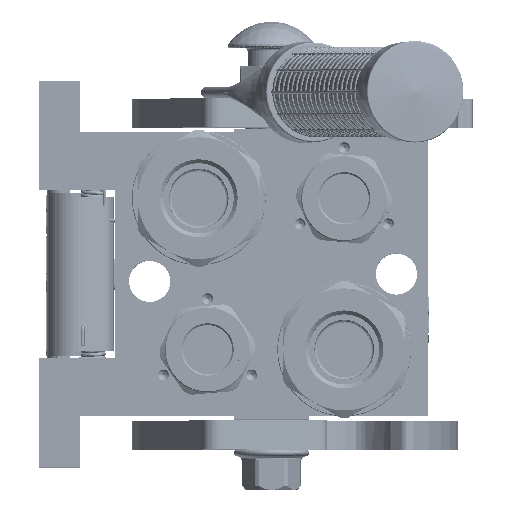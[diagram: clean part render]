
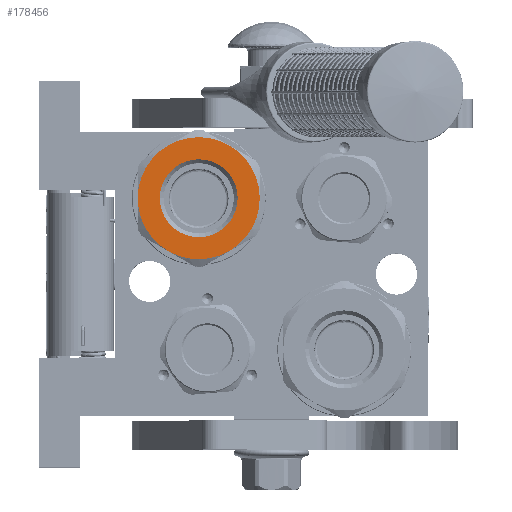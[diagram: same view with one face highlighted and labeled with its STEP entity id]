
A CAD part, top view. The second image highlights one B-rep face of the part: STEP entity #178456.
In plain terms, the highlighted face is planar.
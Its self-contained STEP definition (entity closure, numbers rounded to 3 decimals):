
#3367 = DIRECTION ( 'NONE',  ( -1., 0., 0. ) ) ;
#4293 = DIRECTION ( 'NONE',  ( -1., 0., 0. ) ) ;
#4900 = EDGE_CURVE ( 'NONE', #171933, #73140, #16122, .T. ) ;
#6909 = DIRECTION ( 'NONE',  ( 1., 0., 0. ) ) ;
#7633 = ORIENTED_EDGE ( 'NONE', *, *, #4900, .F. ) ;
#11304 = CIRCLE ( 'NONE', #33709, 21. ) ;
#12513 = VERTEX_POINT ( 'NONE', #148360 ) ;
#16122 = CIRCLE ( 'NONE', #195046, 21. ) ;
#18169 = DIRECTION ( 'NONE',  ( 0., 1., 0. ) ) ;
#22286 = CARTESIAN_POINT ( 'NONE',  ( 100.6, 0., 0. ) ) ;
#22718 = CIRCLE ( 'NONE', #146135, 13.4 ) ;
#25452 = CARTESIAN_POINT ( 'NONE',  ( 100.6, 0., 21. ) ) ;
#26946 = CARTESIAN_POINT ( 'NONE',  ( 100.6, 0., 0. ) ) ;
#27358 = CARTESIAN_POINT ( 'NONE',  ( 100.6, -21., 0. ) ) ;
#27944 = CIRCLE ( 'NONE', #142133, 21. ) ;
#28446 = VERTEX_POINT ( 'NONE', #27358 ) ;
#33709 = AXIS2_PLACEMENT_3D ( 'NONE', #85869, #183705, #18169 ) ;
#35810 = ORIENTED_EDGE ( 'NONE', *, *, #162885, .T. ) ;
#37088 = EDGE_CURVE ( 'NONE', #12513, #199471, #194316, .T. ) ;
#37414 = PLANE ( 'NONE',  #48710 ) ;
#38124 = DIRECTION ( 'NONE',  ( 0., 0., 1. ) ) ;
#40277 = CIRCLE ( 'NONE', #176213, 21. ) ;
#48710 = AXIS2_PLACEMENT_3D ( 'NONE', #22286, #4293, #38124 ) ;
#53566 = CIRCLE ( 'NONE', #177949, 13.4 ) ;
#57344 = AXIS2_PLACEMENT_3D ( 'NONE', #154539, #6909, #138677 ) ;
#58811 = AXIS2_PLACEMENT_3D ( 'NONE', #113126, #81472, #111687 ) ;
#59798 = EDGE_LOOP ( 'NONE', ( #35810, #188081 ) ) ;
#68530 = DIRECTION ( 'NONE',  ( 0., 0.5, 0.866 ) ) ;
#69637 = DIRECTION ( 'NONE',  ( 0., 1., 0. ) ) ;
#70199 = ORIENTED_EDGE ( 'NONE', *, *, #74803, .T. ) ;
#70357 = CARTESIAN_POINT ( 'NONE',  ( 100.6, 0., 0. ) ) ;
#73140 = VERTEX_POINT ( 'NONE', #98813 ) ;
#74803 = EDGE_CURVE ( 'NONE', #171933, #134465, #40277, .T. ) ;
#75042 = CARTESIAN_POINT ( 'NONE',  ( 100.6, 10.5, 18.187 ) ) ;
#77766 = CIRCLE ( 'NONE', #57344, 21. ) ;
#81472 = DIRECTION ( 'NONE',  ( 1., 0., 0. ) ) ;
#83596 = CARTESIAN_POINT ( 'NONE',  ( 100.6, 0., 0. ) ) ;
#85573 = VERTEX_POINT ( 'NONE', #122717 ) ;
#85869 = CARTESIAN_POINT ( 'NONE',  ( 100.6, 0., 0. ) ) ;
#89236 = DIRECTION ( 'NONE',  ( 1., 0., 0. ) ) ;
#92279 = EDGE_CURVE ( 'NONE', #73140, #199471, #11304, .T. ) ;
#98813 = CARTESIAN_POINT ( 'NONE',  ( 100.6, 21., 0. ) ) ;
#101540 = DIRECTION ( 'NONE',  ( -1., 0., 0. ) ) ;
#108454 = EDGE_CURVE ( 'NONE', #196475, #28446, #118843, .T. ) ;
#111687 = DIRECTION ( 'NONE',  ( 0., -0.5, -0.866 ) ) ;
#113126 = CARTESIAN_POINT ( 'NONE',  ( 100.6, 0., 0. ) ) ;
#118657 = FACE_BOUND ( 'NONE', #59798, .T. ) ;
#118843 = CIRCLE ( 'NONE', #183192, 21. ) ;
#118926 = DIRECTION ( 'NONE',  ( -1., 0., 0. ) ) ;
#120905 = DIRECTION ( 'NONE',  ( 0., 0.5, 0.866 ) ) ;
#122717 = CARTESIAN_POINT ( 'NONE',  ( 100.6, 13.4, 0. ) ) ;
#123894 = CARTESIAN_POINT ( 'NONE',  ( 100.6, 10.5, -18.187 ) ) ;
#131706 = EDGE_CURVE ( 'NONE', #85573, #149400, #22718, .T. ) ;
#134465 = VERTEX_POINT ( 'NONE', #25452 ) ;
#134674 = DIRECTION ( 'NONE',  ( 0., -1., 0. ) ) ;
#136169 = CARTESIAN_POINT ( 'NONE',  ( 100.6, 0., 0. ) ) ;
#136379 = ORIENTED_EDGE ( 'NONE', *, *, #92279, .F. ) ;
#138677 = DIRECTION ( 'NONE',  ( 0., 0.5, 0.866 ) ) ;
#140274 = CARTESIAN_POINT ( 'NONE',  ( 100.6, 0., 0. ) ) ;
#140789 = CARTESIAN_POINT ( 'NONE',  ( 100.6, -10.5, 18.187 ) ) ;
#142133 = AXIS2_PLACEMENT_3D ( 'NONE', #26946, #192473, #209089 ) ;
#142664 = ORIENTED_EDGE ( 'NONE', *, *, #190312, .T. ) ;
#146135 = AXIS2_PLACEMENT_3D ( 'NONE', #70357, #3367, #69637 ) ;
#148360 = CARTESIAN_POINT ( 'NONE',  ( 100.6, -10.5, -18.187 ) ) ;
#148665 = ORIENTED_EDGE ( 'NONE', *, *, #108454, .T. ) ;
#149400 = VERTEX_POINT ( 'NONE', #213553 ) ;
#152542 = ORIENTED_EDGE ( 'NONE', *, *, #162221, .T. ) ;
#153184 = ORIENTED_EDGE ( 'NONE', *, *, #37088, .T. ) ;
#154539 = CARTESIAN_POINT ( 'NONE',  ( 100.6, 0., 0. ) ) ;
#162221 = EDGE_CURVE ( 'NONE', #28446, #12513, #27944, .T. ) ;
#162885 = EDGE_CURVE ( 'NONE', #149400, #85573, #53566, .T. ) ;
#167524 = FACE_OUTER_BOUND ( 'NONE', #203111, .T. ) ;
#171933 = VERTEX_POINT ( 'NONE', #75042 ) ;
#176213 = AXIS2_PLACEMENT_3D ( 'NONE', #140274, #89236, #120905 ) ;
#177949 = AXIS2_PLACEMENT_3D ( 'NONE', #83596, #101540, #134674 ) ;
#178456 = ADVANCED_FACE ( 'NONE', ( #167524, #118657 ), #37414, .F. ) ;
#183192 = AXIS2_PLACEMENT_3D ( 'NONE', #197653, #213554, #199097 ) ;
#183705 = DIRECTION ( 'NONE',  ( -1., 0., 0. ) ) ;
#188081 = ORIENTED_EDGE ( 'NONE', *, *, #131706, .T. ) ;
#190312 = EDGE_CURVE ( 'NONE', #134465, #196475, #77766, .T. ) ;
#192473 = DIRECTION ( 'NONE',  ( 1., 0., 0. ) ) ;
#194316 = CIRCLE ( 'NONE', #58811, 21. ) ;
#195046 = AXIS2_PLACEMENT_3D ( 'NONE', #136169, #118926, #68530 ) ;
#196475 = VERTEX_POINT ( 'NONE', #140789 ) ;
#197653 = CARTESIAN_POINT ( 'NONE',  ( 100.6, 0., 0. ) ) ;
#199097 = DIRECTION ( 'NONE',  ( 0., -0.5, 0.866 ) ) ;
#199471 = VERTEX_POINT ( 'NONE', #123894 ) ;
#203111 = EDGE_LOOP ( 'NONE', ( #148665, #152542, #153184, #136379, #7633, #70199, #142664 ) ) ;
#209089 = DIRECTION ( 'NONE',  ( 0., -1., 0. ) ) ;
#213553 = CARTESIAN_POINT ( 'NONE',  ( 100.6, -13.4, 0. ) ) ;
#213554 = DIRECTION ( 'NONE',  ( 1., 0., 0. ) ) ;
